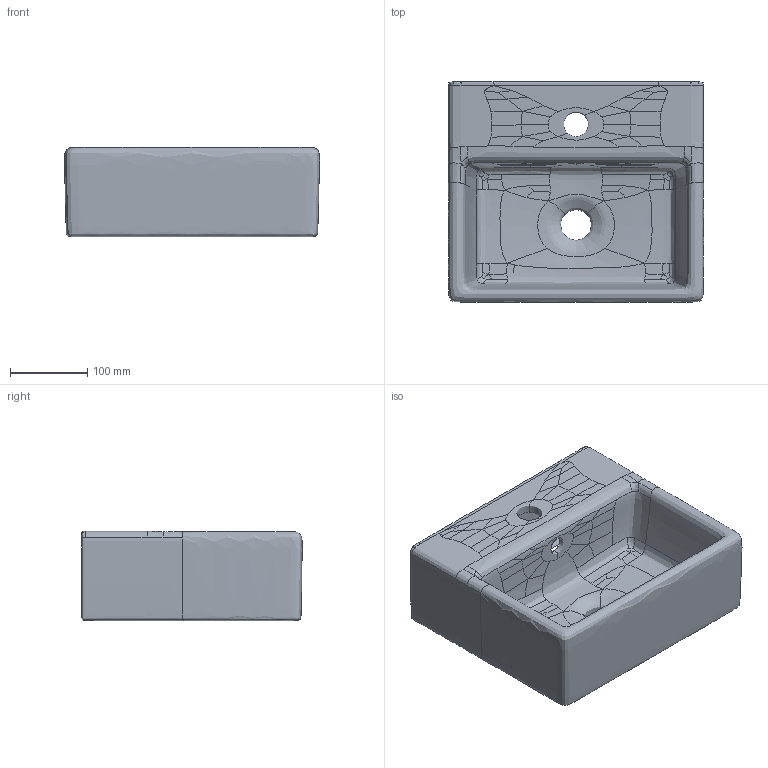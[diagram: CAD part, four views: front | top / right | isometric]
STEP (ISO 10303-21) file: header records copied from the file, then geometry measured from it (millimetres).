
FILE_DESCRIPTION(/* description */ (''),/* implementation_level */ '2;1');
FILE_NAME(/* name */ '53706',/* time_stamp */ '2025-07-11T19:48:07+03:00',/* author */ (''),/* organization */ (''),/* preprocessor_version */ 'ST-DEVELOPER v16.5',/* originating_system */ '',/* authorisation */ '');
FILE_SCHEMA (('AUTOMOTIVE_DESIGN_CC2'));
Length unit declared in the file: millimetre
Products named in the file (1): Document
Bounding box: 329.54 x 284.84 x 115.42 mm (x, y, z)
Surface area: 301345.7 mm2 (no closed solid volume)
Topology: 0 solids, 1 shells, 128 faces, 336 edges, 206 vertices
Faces by surface type: bspline 128
Entity records: 17769 total; most frequent: CARTESIAN_POINT 15681, ORIENTED_EDGE 664, EDGE_CURVE 336, B_SPLINE_CURVE_WITH_KNOTS 336, VERTEX_POINT 206, ADVANCED_FACE 128, FACE_OUTER_BOUND 128, EDGE_LOOP 128
